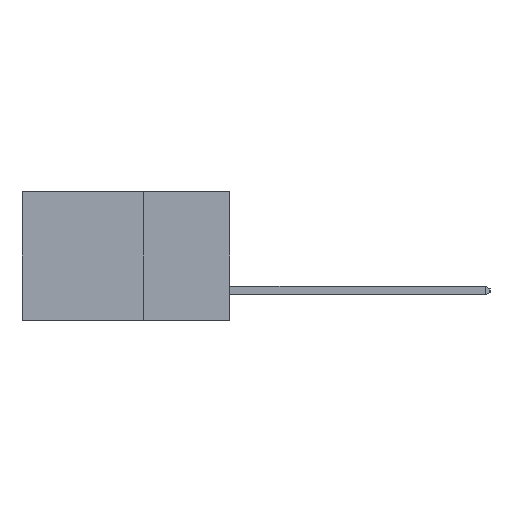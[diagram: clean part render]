
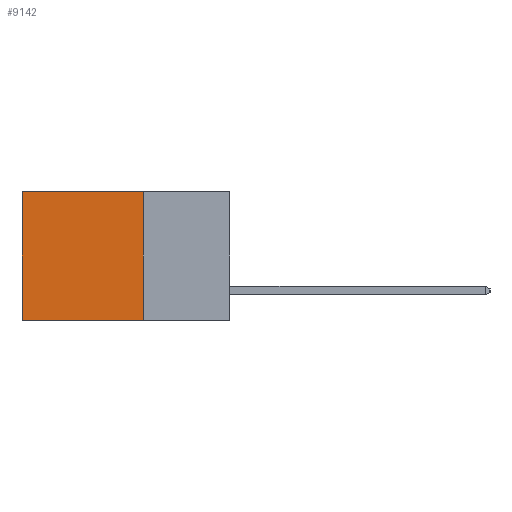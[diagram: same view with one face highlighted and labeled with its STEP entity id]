
A CAD part, left-side view. The second image highlights one B-rep face of the part: STEP entity #9142.
In plain terms, the highlighted planar face has unit normal (-1, 0, 0).
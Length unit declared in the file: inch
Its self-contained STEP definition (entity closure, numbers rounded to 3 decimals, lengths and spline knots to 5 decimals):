
#104 = EDGE_CURVE ( 'NONE', #4812, #4759, #9830, .T. ) ;
#283 = ORIENTED_EDGE ( 'NONE', *, *, #104, .F. ) ;
#329 = VECTOR ( 'NONE', #1813, 39.37008 ) ;
#709 = CARTESIAN_POINT ( 'NONE',  ( 0.298, 0.6, 0. ) ) ;
#1395 = VECTOR ( 'NONE', #11894, 39.37008 ) ;
#1813 = DIRECTION ( 'NONE',  ( 0., 0., -1. ) ) ;
#2610 = PLANE ( 'NONE',  #5794 ) ;
#3028 = CARTESIAN_POINT ( 'NONE',  ( 0.298, 0.25, 0. ) ) ;
#3546 = VERTEX_POINT ( 'NONE', #709 ) ;
#3609 = LINE ( 'NONE', #10607, #12057 ) ;
#3804 = CARTESIAN_POINT ( 'NONE',  ( 0.298, 0.25, 0. ) ) ;
#3812 = EDGE_CURVE ( 'NONE', #4759, #6415, #3609, .T. ) ;
#3933 = VECTOR ( 'NONE', #8721, 39.37008 ) ;
#4020 = CARTESIAN_POINT ( 'NONE',  ( 0.298, 0.25, 0. ) ) ;
#4563 = LINE ( 'NONE', #9773, #1395 ) ;
#4759 = VERTEX_POINT ( 'NONE', #7535 ) ;
#4812 = VERTEX_POINT ( 'NONE', #5396 ) ;
#4993 = DIRECTION ( 'NONE',  ( 0., 0., -1. ) ) ;
#5396 = CARTESIAN_POINT ( 'NONE',  ( 0.298, 0.25, 0. ) ) ;
#5490 = ORIENTED_EDGE ( 'NONE', *, *, #7521, .T. ) ;
#5794 = AXIS2_PLACEMENT_3D ( 'NONE', #3804, #11529, #4993 ) ;
#6415 = VERTEX_POINT ( 'NONE', #11440 ) ;
#6423 = ORIENTED_EDGE ( 'NONE', *, *, #9390, .T. ) ;
#7162 = FACE_OUTER_BOUND ( 'NONE', #13369, .T. ) ;
#7521 = EDGE_CURVE ( 'NONE', #3546, #6415, #4563, .T. ) ;
#7535 = CARTESIAN_POINT ( 'NONE',  ( 0.298, 0.25, -0.37 ) ) ;
#8721 = DIRECTION ( 'NONE',  ( 0., 1., 0. ) ) ;
#9142 = ADVANCED_FACE ( 'NONE', ( #7162 ), #2610, .F. ) ;
#9390 = EDGE_CURVE ( 'NONE', #4812, #3546, #13014, .T. ) ;
#9773 = CARTESIAN_POINT ( 'NONE',  ( 0.298, 0.6, 0. ) ) ;
#9830 = LINE ( 'NONE', #4020, #329 ) ;
#10607 = CARTESIAN_POINT ( 'NONE',  ( 0.298, 0.25, -0.37 ) ) ;
#11440 = CARTESIAN_POINT ( 'NONE',  ( 0.298, 0.6, -0.37 ) ) ;
#11529 = DIRECTION ( 'NONE',  ( 1., 0., 0. ) ) ;
#11894 = DIRECTION ( 'NONE',  ( 0., 0., -1. ) ) ;
#12057 = VECTOR ( 'NONE', #13285, 39.37008 ) ;
#12653 = ORIENTED_EDGE ( 'NONE', *, *, #3812, .F. ) ;
#13014 = LINE ( 'NONE', #3028, #3933 ) ;
#13285 = DIRECTION ( 'NONE',  ( 0., 1., 0. ) ) ;
#13369 = EDGE_LOOP ( 'NONE', ( #5490, #12653, #283, #6423 ) ) ;
